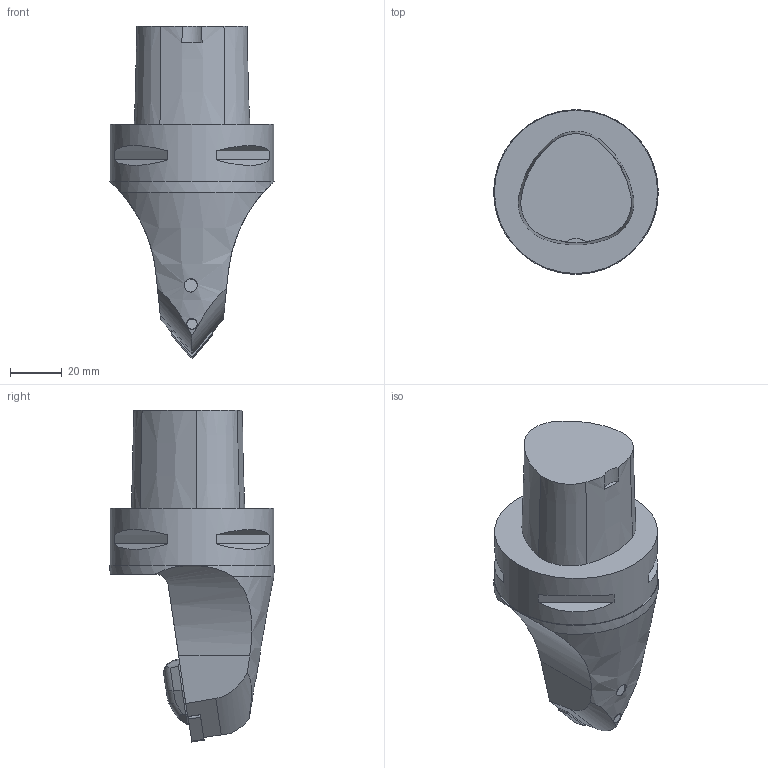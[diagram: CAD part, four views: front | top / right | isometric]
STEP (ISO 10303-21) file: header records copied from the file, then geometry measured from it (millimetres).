
FILE_DESCRIPTION(/* description */ (''),/* implementation_level */ '2;1');
FILE_NAME(/* name */ '1559889660728.stp',/* time_stamp */ '2019-06-07T12:11:12+06:00',/* author */ (''),/* organization */ ('SMS'),/* preprocessor_version */ 'ST-DEVELOPER v15',/* originating_system */ 'SIEMENS PLM Software NX 8.5',/* authorisation */ '');
FILE_SCHEMA (('AUTOMOTIVE_DESIGN { 1 0 10303 214 3 1 1 1 }'));
Length unit declared in the file: millimetre
Products named in the file (4): ASSEMBLY_CONSTRUCTION; IsoTurningInsert; 201762395mod000_00; 201762394mod000_00
Assembly tree (3 placements, depth 2):
  201762394mod000_00
    201762395mod000_00
    IsoTurningInsert
    ASSEMBLY_CONSTRUCTION
Bounding box: 63.5 x 63.5 x 128.22 mm (x, y, z)
Volume: 191602.8 mm3; surface area: 22999.5 mm2
Topology: 2 solids, 2 shells, 89 faces, 231 edges, 159 vertices
Faces by surface type: plane 55, cylinder 27, cone 7
Full cylindrical faces by diameter (mm): 4 x1, 5 x1, 5.156 x1, 5.16 x1, 63 x1, 63.5 x1
Entity records: 3060 total; most frequent: CARTESIAN_POINT 739, DIRECTION 459, ORIENTED_EDGE 440, EDGE_CURVE 220, AXIS2_PLACEMENT_3D 165, VERTEX_POINT 148, LINE 129, VECTOR 129
